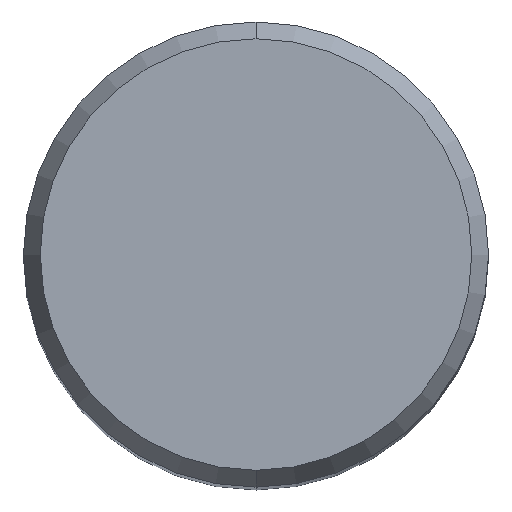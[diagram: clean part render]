
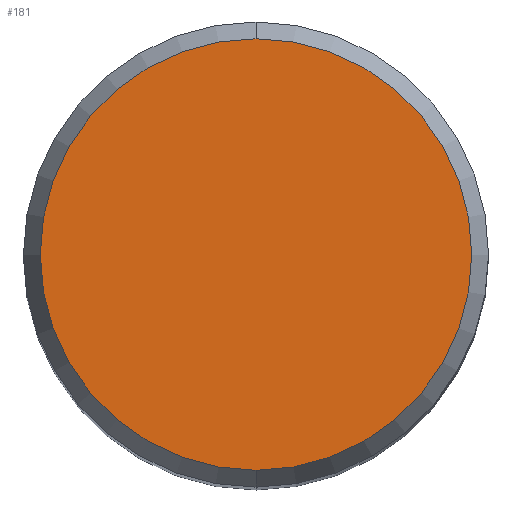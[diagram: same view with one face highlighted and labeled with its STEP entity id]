
A CAD part, top view. The second image highlights one B-rep face of the part: STEP entity #181.
In plain terms, the highlighted planar face has unit normal (0, 0, 1).
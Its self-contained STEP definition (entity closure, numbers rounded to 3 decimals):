
#125=VERTEX_POINT('',#256);
#127=EDGE_CURVE('',#125,#179,#258,.T.);
#175=EDGE_CURVE('',#179,#125,#313,.T.);
#179=VERTEX_POINT('',#317);
#181=ADVANCED_FACE('',(#319),#320,.T.);
#256=CARTESIAN_POINT('',(0.,-5.892,0.01));
#258=CIRCLE('',#409,5.892);
#313=CIRCLE('',#476,5.892);
#317=CARTESIAN_POINT('',(0.0,5.892,0.01));
#319=FACE_OUTER_BOUND('',#482,.T.);
#320=PLANE('',#483);
#409=AXIS2_PLACEMENT_3D('',#551,#552,#553);
#476=AXIS2_PLACEMENT_3D('',#630,#631,#632);
#482=EDGE_LOOP('',(#634,#635));
#483=AXIS2_PLACEMENT_3D('',#636,#637,#638);
#551=CARTESIAN_POINT('',(0.0,0.0,0.01));
#552=DIRECTION('',(0.0,0.0,-1.0));
#553=DIRECTION('',(0.0,1.0,0.0));
#630=CARTESIAN_POINT('',(0.0,0.0,0.01));
#631=DIRECTION('',(0.0,0.0,-1.0));
#632=DIRECTION('',(0.0,1.0,0.0));
#634=ORIENTED_EDGE('',*,*,#175,.F.);
#635=ORIENTED_EDGE('',*,*,#127,.F.);
#636=CARTESIAN_POINT('',(0.0,2.946,0.01));
#637=DIRECTION('',(-0.0,0.0,1.0));
#638=DIRECTION('',(0.0,-1.0,0.0));
